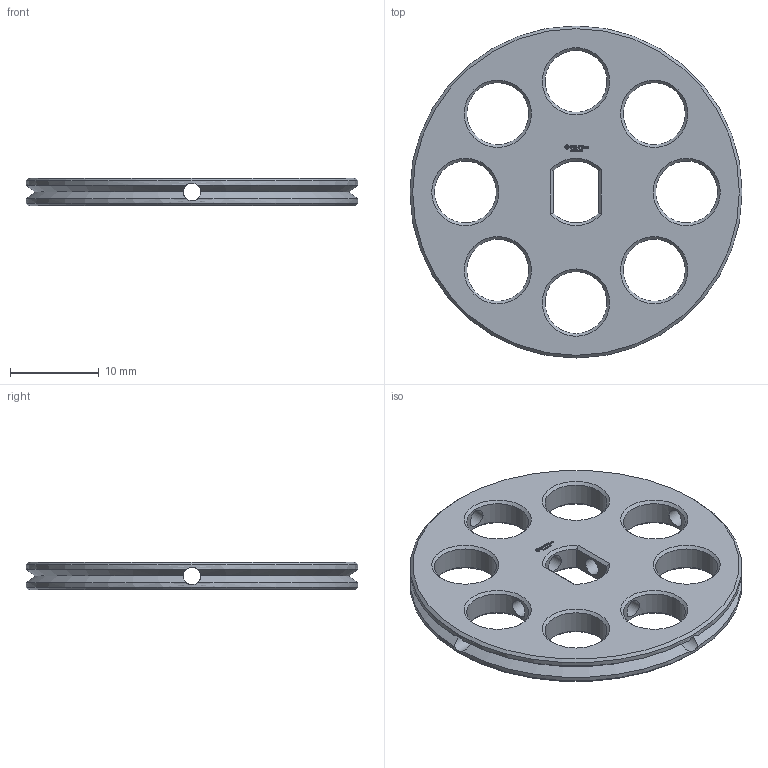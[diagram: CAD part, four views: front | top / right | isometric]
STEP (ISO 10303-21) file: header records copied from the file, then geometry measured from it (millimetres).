
FILE_DESCRIPTION(('FreeCAD Model'),'2;1');
FILE_NAME('Open CASCADE Shape Model','2023-11-13T18:09:11',(''),(''), 'Open CASCADE STEP processor 7.6','FreeCAD','Unknown');
FILE_SCHEMA(('AUTOMOTIVE_DESIGN { 1 0 10303 214 1 1 1 1 }'));
Length unit declared in the file: millimetre
Products named in the file (1): Washer FXD OCT BU03.00x00.25 - SPN-WSR-0009 (stemfie.org)
Bounding box: 37.5 x 37.5 x 3.12 mm (x, y, z)
Volume: 2166.7 mm3; surface area: 2672.1 mm2
Topology: 1 solids, 1 shells, 555 faces, 1554 edges, 1026 vertices
Faces by surface type: plane 307, extrusion 198, cone 30, cylinder 20
Full cylindrical faces by diameter (mm): 2 x8, 7 x8, 37.5 x2
Entity records: 40738 total; most frequent: CARTESIAN_POINT 11087, DIRECTION 4701, VECTOR 3830, LINE 3632, ORIENTED_EDGE 3108, PCURVE 3108, DEFINITIONAL_REPRESENTATION 3108, EDGE_CURVE 1554
